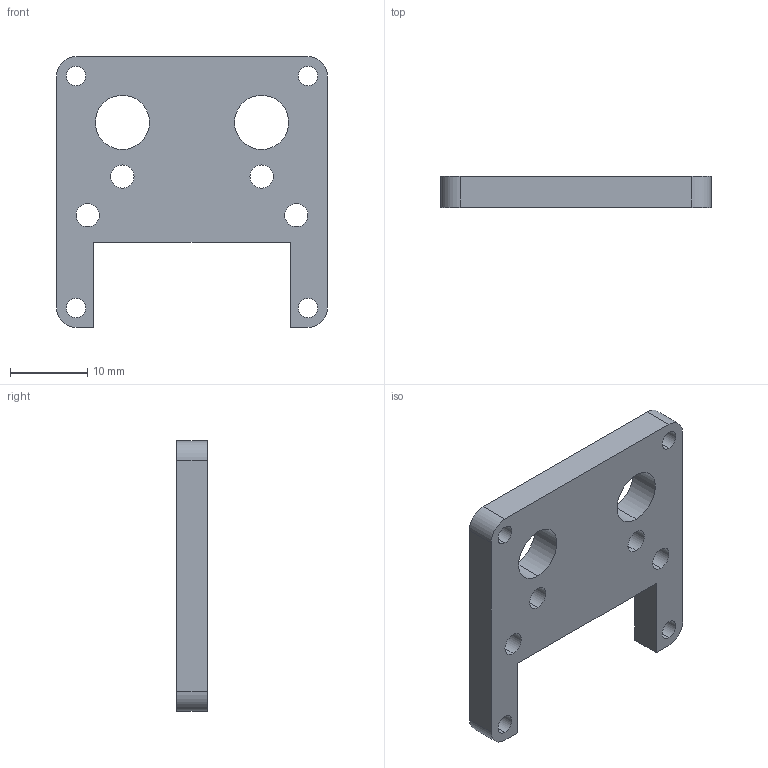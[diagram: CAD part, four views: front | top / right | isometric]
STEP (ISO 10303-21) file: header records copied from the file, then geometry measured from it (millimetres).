
FILE_DESCRIPTION (( 'STEP AP203' ), '1' );
FILE_NAME ('1306-Z2P-B hot end holder bottom.STEP', '2013-08-25T20:04:13', ( '' ), ( '' ), 'SwSTEP 2.0', 'SolidWorks 2013', '' );
FILE_SCHEMA (( 'CONFIG_CONTROL_DESIGN' ));
Length unit declared in the file: millimetre
Products named in the file (1): 1306-Z2P-B hot end holder bottom
Bounding box: 35 x 4 x 35 mm (x, y, z)
Volume: 3227.1 mm3; surface area: 2779.4 mm2
Topology: 1 solids, 1 shells, 42 faces, 116 edges, 74 vertices
Faces by surface type: cylinder 28, plane 10, cone 4
Entity records: 1453 total; most frequent: DIRECTION 254, CARTESIAN_POINT 229, ORIENTED_EDGE 224, EDGE_CURVE 112, AXIS2_PLACEMENT_3D 99, VERTEX_POINT 74, EDGE_LOOP 64, VECTOR 56
